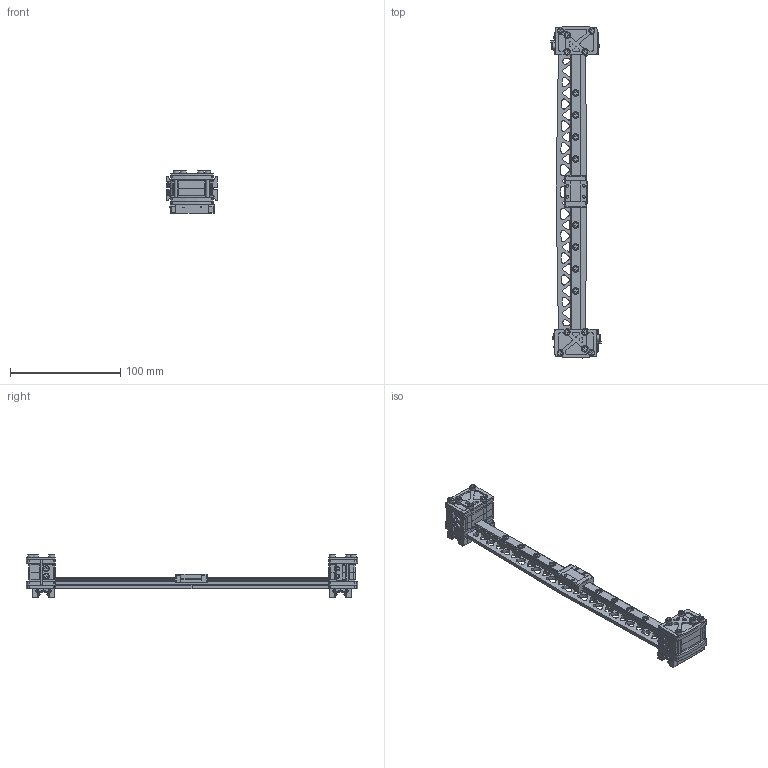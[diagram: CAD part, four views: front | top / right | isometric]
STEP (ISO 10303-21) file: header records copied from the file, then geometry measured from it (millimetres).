
FILE_DESCRIPTION(/* description */ (''),/* implementation_level */ '2;1');
FILE_NAME(/* name */ 'Blackburn_X_axis_preview_r0.2.46.step',/* time_stamp */ '2024-05-02T11:48:16-05:00',/* author */ (''),/* organization */ (''),/* preprocessor_version */ 'ST-DEVELOPER v20',/* originating_system */ 'Autodesk Translation Framework v12.20.1.177',/* authorisation */ '');
FILE_SCHEMA (('AUTOMOTIVE_DESIGN { 1 0 10303 214 3 1 1 }'));
Products named in the file (17): X axis; 6725K432 (1) (2); backer (2) (3) (1); XY joint v2; hardware; MGN9-H-block v1 (1) (1) (1); MGN9-H-block v1 (1) (1); Broached Hexagon Socket Head Cap Screw ANSI B18.3.1M - M3x0.5 x 6 Ste
el Grade 8 Plain v1; XY joint v2_1; printed tensioner body; tensioner mechanism SLM al; hardware_1; Broached Hexagon Socket Head Cap Screw ANSI B18.3.1M - M3x0.5 x 6 Ste
el Grade 2 Plain v1; Broached Hexagon Socket Head Cap Screw ANSI B18.3.1M - M3x0.5 x 30 St
eel Grade 2 Plain v1; Broached Hexagon Socket Head Cap Screw ANSI B18.3.1M - M3x0.5 x 25 St
eel Grade 2 Plain v1; Broached Hexagon Socket Head Cap Screw ANSI B18.3.1M - M3x0.5 x 40 St
eel Grade 2 Plain v1; MGN9C (1) (1)
Assembly tree (39 placements, depth 4):
  X axis
    6725K432 (1) (2)
    backer (2) (3) (1)
    XY joint v2
      printed tensioner body
      tensioner mechanism SLM al
      hardware
        Broached Hexagon Socket Head Cap Screw ANSI B18.3.1M - M3x0.5 x 6 Ste
el Grade 2 Plain v1
        Broached Hexagon Socket Head Cap Screw ANSI B18.3.1M - M3x0.5 x 30 St
eel Grade 2 Plain v1  x3
        Broached Hexagon Socket Head Cap Screw ANSI B18.3.1M - M3x0.5 x 40 St
eel Grade 2 Plain v1  x2
        Broached Hexagon Socket Head Cap Screw ANSI B18.3.1M - M3x0.5 x 25 St
eel Grade 2 Plain v1  x2
    MGN9-H-block v1 (1) (1) (1)
    MGN9-H-block v1 (1) (1)
    Broached Hexagon Socket Head Cap Screw ANSI B18.3.1M - M3x0.5 x 6 Ste
el Grade 8 Plain v1  x10
    XY joint v2_1
      printed tensioner body
      tensioner mechanism SLM al
      hardware_1
        Broached Hexagon Socket Head Cap Screw ANSI B18.3.1M - M3x0.5 x 6 Ste
el Grade 2 Plain v1
        Broached Hexagon Socket Head Cap Screw ANSI B18.3.1M - M3x0.5 x 30 St
eel Grade 2 Plain v1  x3
        Broached Hexagon Socket Head Cap Screw ANSI B18.3.1M - M3x0.5 x 40 St
eel Grade 2 Plain v1  x2
        Broached Hexagon Socket Head Cap Screw ANSI B18.3.1M - M3x0.5 x 25 St
eel Grade 2 Plain v1  x2
    MGN9C (1) (1)
Bounding box: 46.31 x 301.7 x 38.95 mm (x, y, z)
Volume: 92749.9 mm3; surface area: 90267.9 mm2
Topology: 87 solids, 91 shells, 2567 faces, 6582 edges, 4250 vertices
Faces by surface type: plane 1456, cylinder 828, cone 127, bspline 122, torus 26, sphere 8
Full cylindrical faces by diameter (mm): 0.8 x2, 1.288 x10, 2 x14, 2.1 x2, 2.2 x70, 2.5 x36, 2.603 x8, 2.927 x26, 3 x8, 3.2 x62, 3.5 x10, 3.6 x16, 5.5 x26, 6 x10
Entity records: 63853 total; most frequent: CARTESIAN_POINT 15239, ORIENTED_EDGE 9978, DIRECTION 9785, EDGE_CURVE 4989, AXIS2_PLACEMENT_3D 3319, VERTEX_POINT 3283, LINE 3147, VECTOR 3147
